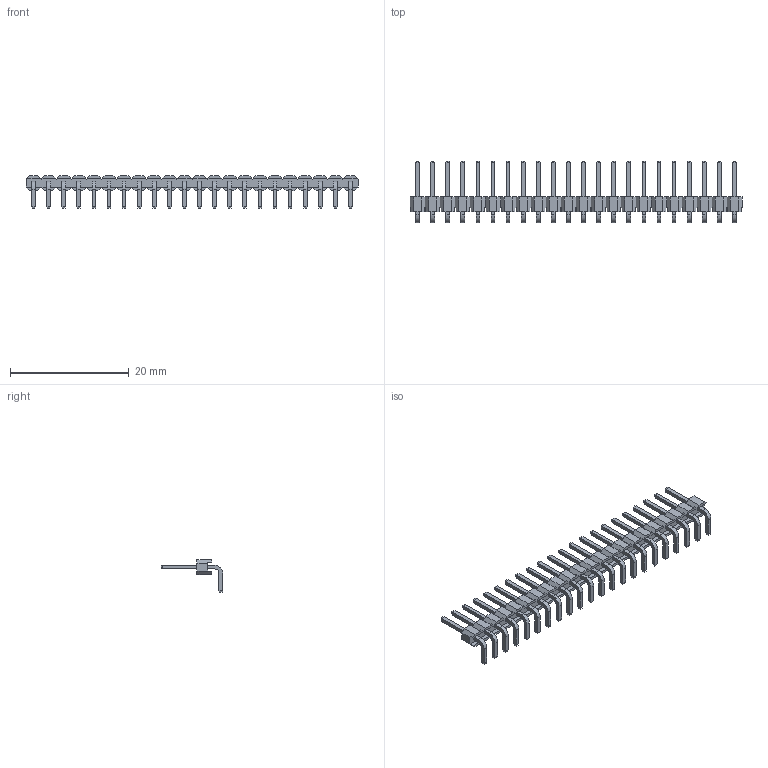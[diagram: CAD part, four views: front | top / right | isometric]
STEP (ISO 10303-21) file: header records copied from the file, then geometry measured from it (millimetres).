
FILE_DESCRIPTION(('STEP AP214'), '1');
FILE_NAME('PLS-RD', '', ('UNSPECIFIED'), ('UNSPECIFIED'), 'ASCON STEP Converter 1.6', 'ASCON Math Kernel', '');
FILE_SCHEMA(('AUTOMOTIVE_DESIGN { 1 0 10303 214 3 1 1}'));
Length unit declared in the file: millimetre
Bounding box: 55.88 x 10.36 x 5.54 mm (x, y, z)
Volume: 359.3 mm3; surface area: 1314.7 mm2
Topology: 1 solids, 1 shells, 708 faces, 1810 edges, 1148 vertices
Faces by surface type: plane 664, cylinder 44
Entity records: 26518 total; most frequent: CARTESIAN_POINT 3667, ORIENTED_EDGE 3620, DIRECTION 3316, EDGE_CURVE 1810, LINE 1722, VECTOR 1722, VERTEX_POINT 1148, AXIS2_PLACEMENT_3D 797
